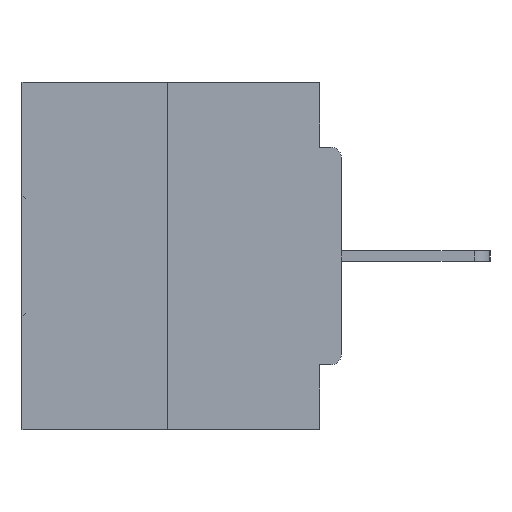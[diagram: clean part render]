
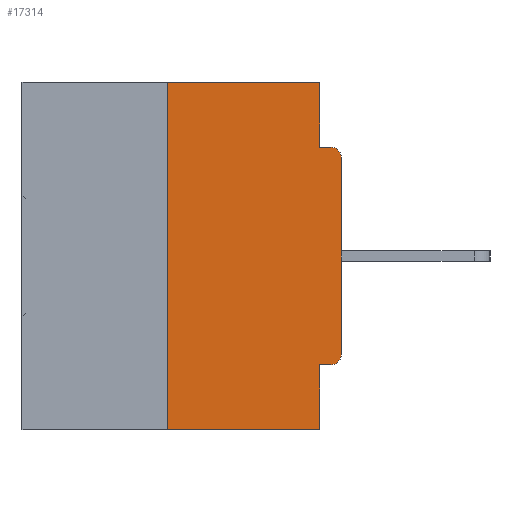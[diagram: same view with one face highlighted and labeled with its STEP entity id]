
A CAD part, left-side view. The second image highlights one B-rep face of the part: STEP entity #17314.
In plain terms, the highlighted planar face has unit normal (-1, 0, 0).
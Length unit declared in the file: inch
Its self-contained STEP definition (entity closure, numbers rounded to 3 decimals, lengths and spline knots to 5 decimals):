
#99 = ORIENTED_EDGE ( 'NONE', *, *, #9887, .T. ) ;
#300 = CARTESIAN_POINT ( 'NONE',  ( 0., 0., -0.4065 ) ) ;
#1939 = CIRCLE ( 'NONE', #11623, 0.015 ) ;
#2362 = CARTESIAN_POINT ( 'NONE',  ( 0., 0.031, -0.0935 ) ) ;
#2647 = DIRECTION ( 'NONE',  ( 0., 0., -1. ) ) ;
#2870 = VECTOR ( 'NONE', #34777, 39.37008 ) ;
#3004 = CARTESIAN_POINT ( 'NONE',  ( 0., 0.015, -0.0935 ) ) ;
#3411 = ORIENTED_EDGE ( 'NONE', *, *, #29790, .F. ) ;
#4376 = DIRECTION ( 'NONE',  ( 0., -1., 0. ) ) ;
#4528 = CARTESIAN_POINT ( 'NONE',  ( 0., 0.031, -0.5 ) ) ;
#4570 = VERTEX_POINT ( 'NONE', #21263 ) ;
#5426 = DIRECTION ( 'NONE',  ( 1., 0., 0. ) ) ;
#5605 = VERTEX_POINT ( 'NONE', #33817 ) ;
#5876 = VERTEX_POINT ( 'NONE', #17256 ) ;
#6603 = EDGE_CURVE ( 'NONE', #4570, #5605, #25213, .T. ) ;
#6864 = VECTOR ( 'NONE', #21973, 39.37008 ) ;
#8239 = VERTEX_POINT ( 'NONE', #4528 ) ;
#8386 = EDGE_CURVE ( 'NONE', #5876, #8239, #18858, .T. ) ;
#8611 = CARTESIAN_POINT ( 'NONE',  ( 0., 0., 0. ) ) ;
#9887 = EDGE_CURVE ( 'NONE', #15929, #4570, #30853, .T. ) ;
#10004 = CARTESIAN_POINT ( 'NONE',  ( 0., 0.015, -0.4065 ) ) ;
#10036 = VERTEX_POINT ( 'NONE', #28208 ) ;
#11413 = CARTESIAN_POINT ( 'NONE',  ( 0., 0.031, 0. ) ) ;
#11623 = AXIS2_PLACEMENT_3D ( 'NONE', #12061, #32851, #15044 ) ;
#11976 = ORIENTED_EDGE ( 'NONE', *, *, #38453, .F. ) ;
#12029 = LINE ( 'NONE', #19521, #26901 ) ;
#12061 = CARTESIAN_POINT ( 'NONE',  ( 0., 0.015, -0.1085 ) ) ;
#12169 = CARTESIAN_POINT ( 'NONE',  ( 0., 0., -0.0935 ) ) ;
#12629 = CARTESIAN_POINT ( 'NONE',  ( 0., 0.015, -0.3915 ) ) ;
#12864 = VECTOR ( 'NONE', #4376, 39.37008 ) ;
#13358 = ORIENTED_EDGE ( 'NONE', *, *, #28514, .F. ) ;
#15044 = DIRECTION ( 'NONE',  ( 0., 0., -1. ) ) ;
#15048 = AXIS2_PLACEMENT_3D ( 'NONE', #12629, #33402, #15607 ) ;
#15214 = ORIENTED_EDGE ( 'NONE', *, *, #16219, .F. ) ;
#15577 = LINE ( 'NONE', #12169, #22538 ) ;
#15607 = DIRECTION ( 'NONE',  ( 0., 0., -1. ) ) ;
#15929 = VERTEX_POINT ( 'NONE', #10004 ) ;
#16219 = EDGE_CURVE ( 'NONE', #37239, #8239, #22343, .T. ) ;
#17256 = CARTESIAN_POINT ( 'NONE',  ( 0., 0.25, -0.5 ) ) ;
#17257 = VECTOR ( 'NONE', #17604, 39.37008 ) ;
#17314 = ADVANCED_FACE ( 'NONE', ( #30639 ), #38376, .F. ) ;
#17604 = DIRECTION ( 'NONE',  ( 0., 0., 1. ) ) ;
#18858 = LINE ( 'NONE', #25977, #2870 ) ;
#19521 = CARTESIAN_POINT ( 'NONE',  ( 0., 0.25, 0. ) ) ;
#20359 = DIRECTION ( 'NONE',  ( 0., 0., -1. ) ) ;
#20642 = DIRECTION ( 'NONE',  ( 0., 0., -1. ) ) ;
#20735 = VECTOR ( 'NONE', #20359, 39.37008 ) ;
#21263 = CARTESIAN_POINT ( 'NONE',  ( 0., 0., -0.3915 ) ) ;
#21419 = VECTOR ( 'NONE', #20642, 39.37008 ) ;
#21772 = EDGE_CURVE ( 'NONE', #29976, #36481, #15577, .T. ) ;
#21973 = DIRECTION ( 'NONE',  ( 0., 1., 0. ) ) ;
#22343 = LINE ( 'NONE', #26501, #21419 ) ;
#22533 = DIRECTION ( 'NONE',  ( 0., 0., 1. ) ) ;
#22538 = VECTOR ( 'NONE', #35932, 39.37008 ) ;
#23542 = AXIS2_PLACEMENT_3D ( 'NONE', #35437, #5426, #2647 ) ;
#23668 = LINE ( 'NONE', #300, #6864 ) ;
#24984 = ORIENTED_EDGE ( 'NONE', *, *, #6603, .T. ) ;
#25213 = LINE ( 'NONE', #8611, #17257 ) ;
#25910 = ORIENTED_EDGE ( 'NONE', *, *, #38598, .T. ) ;
#25977 = CARTESIAN_POINT ( 'NONE',  ( 0., 0.46, -0.5 ) ) ;
#26501 = CARTESIAN_POINT ( 'NONE',  ( 0., 0.031, -0.5 ) ) ;
#26901 = VECTOR ( 'NONE', #22533, 39.37008 ) ;
#27170 = CARTESIAN_POINT ( 'NONE',  ( 0., 0.031, 0. ) ) ;
#27993 = EDGE_CURVE ( 'NONE', #15929, #37239, #23668, .T. ) ;
#28208 = CARTESIAN_POINT ( 'NONE',  ( 0., 0.25, 0. ) ) ;
#28514 = EDGE_CURVE ( 'NONE', #5876, #10036, #12029, .T. ) ;
#29152 = ORIENTED_EDGE ( 'NONE', *, *, #8386, .T. ) ;
#29790 = EDGE_CURVE ( 'NONE', #10036, #35383, #36541, .T. ) ;
#29976 = VERTEX_POINT ( 'NONE', #2362 ) ;
#30639 = FACE_OUTER_BOUND ( 'NONE', #30939, .T. ) ;
#30853 = CIRCLE ( 'NONE', #15048, 0.015 ) ;
#30939 = EDGE_LOOP ( 'NONE', ( #3411, #13358, #29152, #15214, #31030, #99, #24984, #25910, #33806, #11976 ) ) ;
#31030 = ORIENTED_EDGE ( 'NONE', *, *, #27993, .F. ) ;
#32851 = DIRECTION ( 'NONE',  ( -1., 0., 0. ) ) ;
#33402 = DIRECTION ( 'NONE',  ( -1., 0., 0. ) ) ;
#33806 = ORIENTED_EDGE ( 'NONE', *, *, #21772, .F. ) ;
#33817 = CARTESIAN_POINT ( 'NONE',  ( 0., 0., -0.1085 ) ) ;
#34777 = DIRECTION ( 'NONE',  ( 0., -1., 0. ) ) ;
#35245 = CARTESIAN_POINT ( 'NONE',  ( 0., 0.031, -0.4065 ) ) ;
#35383 = VERTEX_POINT ( 'NONE', #27170 ) ;
#35437 = CARTESIAN_POINT ( 'NONE',  ( 0., 0.46, 0. ) ) ;
#35932 = DIRECTION ( 'NONE',  ( 0., -1., 0. ) ) ;
#36481 = VERTEX_POINT ( 'NONE', #3004 ) ;
#36530 = LINE ( 'NONE', #11413, #20735 ) ;
#36541 = LINE ( 'NONE', #37101, #12864 ) ;
#37101 = CARTESIAN_POINT ( 'NONE',  ( 0., 0.46, 0. ) ) ;
#37239 = VERTEX_POINT ( 'NONE', #35245 ) ;
#38376 = PLANE ( 'NONE',  #23542 ) ;
#38453 = EDGE_CURVE ( 'NONE', #35383, #29976, #36530, .T. ) ;
#38598 = EDGE_CURVE ( 'NONE', #5605, #36481, #1939, .T. ) ;
